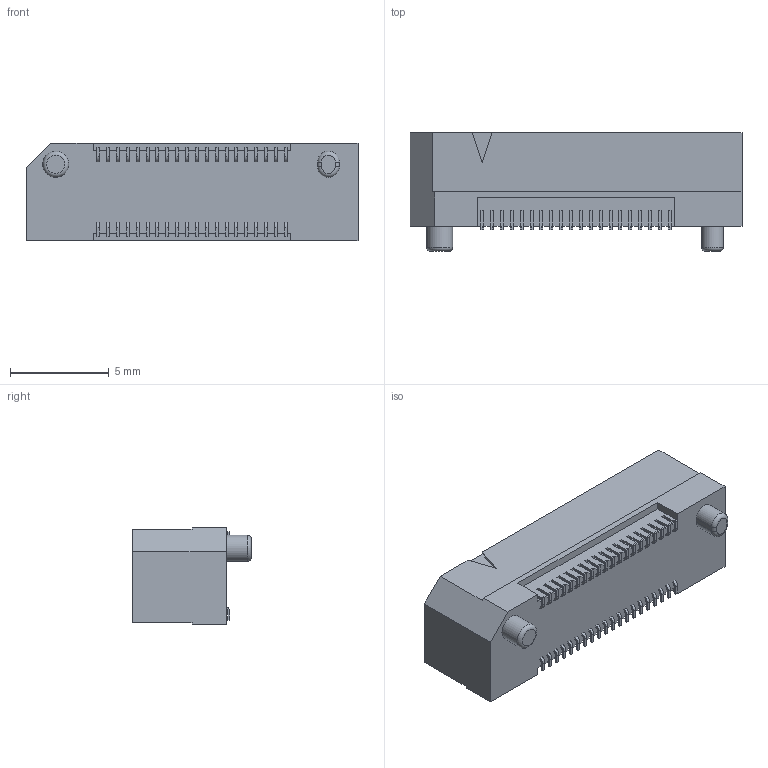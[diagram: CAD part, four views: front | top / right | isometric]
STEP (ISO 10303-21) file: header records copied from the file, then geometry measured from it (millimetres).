
FILE_DESCRIPTION(('FreeCAD Model'),'2;1');
FILE_NAME('Open CASCADE Shape Model','2023-01-13T09:32:44',(''),(''), 'Open CASCADE STEP processor 7.6','FreeCAD','Unknown');
FILE_SCHEMA(('AUTOMOTIVE_DESIGN { 1 0 10303 214 1 1 1 1 }'));
Length unit declared in the file: millimetre
Products named in the file (3): ERF5-020-05.0-L-DV-TR; C-247-020-05.0; ERF5-020-05.0-DV_socket
Assembly tree (2 placements, depth 2):
  ERF5-020-05.0-L-DV-TR
    C-247-020-05.0
    ERF5-020-05.0-DV_socket
Bounding box: 16.8 x 6 x 4.95 mm (x, y, z)
Volume: 225.7 mm3; surface area: 847.8 mm2
Topology: 2 solids, 2 shells, 967 faces, 2876 edges, 1916 vertices
Faces by surface type: plane 879, cylinder 85, torus 3
Full cylindrical faces by diameter (mm): 1.32 x1
Entity records: 38711 total; most frequent: CARTESIAN_POINT 5769, ORIENTED_EDGE 5752, DIRECTION 4988, EDGE_CURVE 2876, LINE 2700, VECTOR 2700, VERTEX_POINT 1916, AXIS2_PLACEMENT_3D 1144
